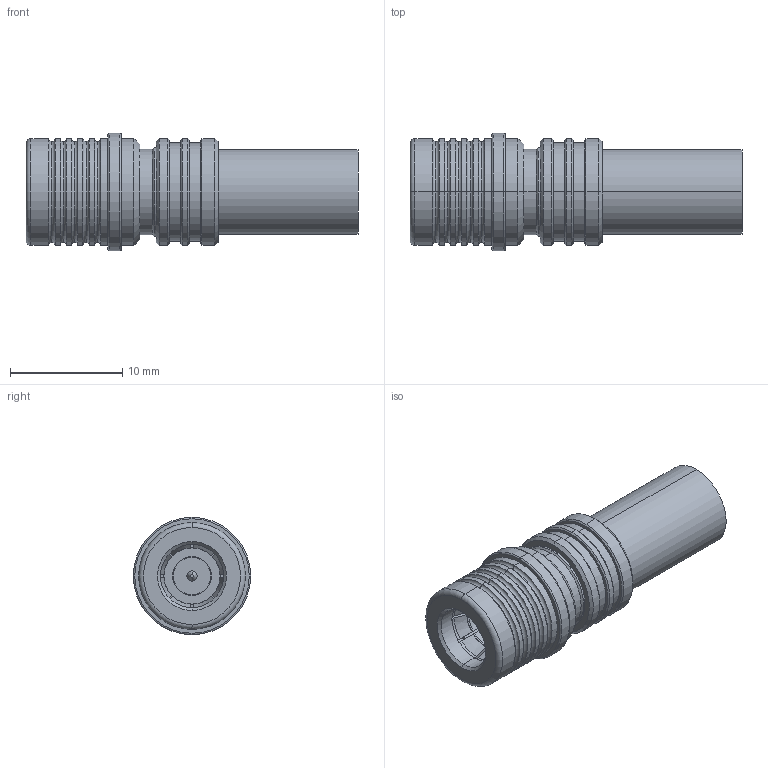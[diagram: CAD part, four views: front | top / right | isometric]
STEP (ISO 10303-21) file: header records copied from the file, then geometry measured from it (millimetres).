
FILE_DESCRIPTION (( 'STEP AP203' ), '1' );
FILE_NAME ('3190-2894(EZ-240-QM-X).STEP', '2017-07-19T04:54:16', ( '' ), ( '' ), 'SwSTEP 2.0', 'SolidWorks 2017', '' );
FILE_SCHEMA (( 'CONFIG_CONTROL_DESIGN' ));
Length unit declared in the file: millimetre
Products named in the file (1): 3190-2894(EZ-240-QM-X)
Bounding box: 29.62 x 10.46 x 10.46 mm (x, y, z)
Volume: 1007.1 mm3; surface area: 2609 mm2
Topology: 1 solids, 1 shells, 346 faces, 902 edges, 565 vertices
Faces by surface type: cylinder 114, plane 98, cone 92, torus 38, bspline 4
Entity records: 10983 total; most frequent: CARTESIAN_POINT 2296, DIRECTION 1888, ORIENTED_EDGE 1800, EDGE_CURVE 900, AXIS2_PLACEMENT_3D 765, VERTEX_POINT 565, CIRCLE 422, EDGE_LOOP 371
